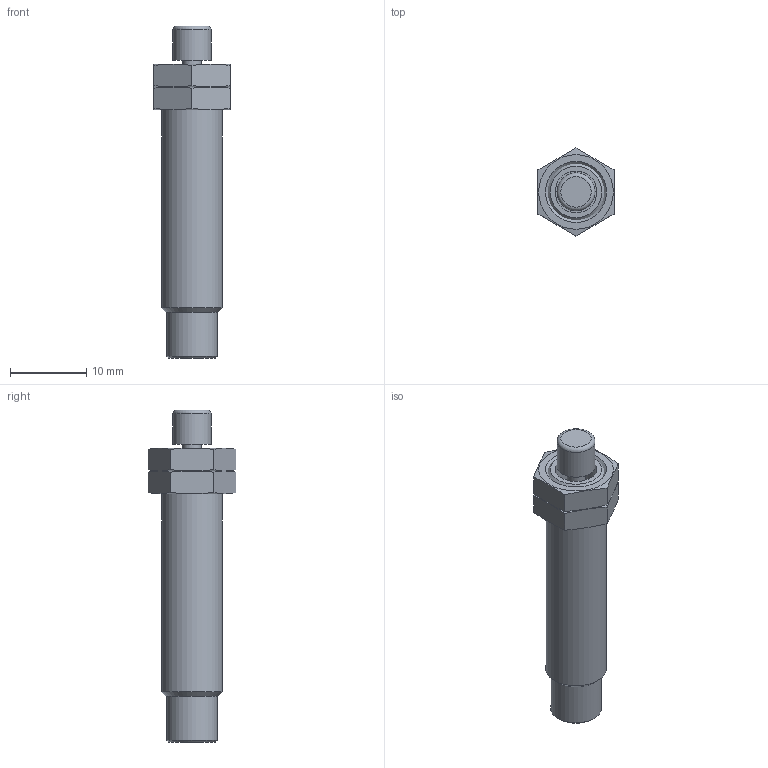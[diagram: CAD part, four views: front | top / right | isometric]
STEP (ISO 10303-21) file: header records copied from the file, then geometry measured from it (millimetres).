
FILE_DESCRIPTION(/* description */ ('STEP AP214'),/* implementation_level */ '2;1');
FILE_NAME(/* name */ '8179967_DYSS-5-5-Y1F-F1A',/* time_stamp */ '2024-08-23T16:25:05+02:00',/* author */ ('License CC BY-ND 4.0'),/* organization */ ('CADENAS'),/* preprocessor_version */ 'ST-DEVELOPER v19.3',/* originating_system */ 'PARTsolutions',/* authorisation */ ' ');
FILE_SCHEMA (('AUTOMOTIVE_DESIGN {1 0 10303 214 3 1 1}'));
Length unit declared in the file: millimetre
Products named in the file (3): 8179967 DYSS-5-5-Y1F-F1A---(1_0_3_0); 8119978 DYSS-5-5-Y1F-F1A---(1_0_3); 367241 Flachmutter M8X1-3-10
Assembly tree (3 placements, depth 2):
  8179967 DYSS-5-5-Y1F-F1A---(1_0_3_0)
    8119978 DYSS-5-5-Y1F-F1A---(1_0_3)
    367241 Flachmutter M8X1-3-10  x2
Bounding box: 10 x 11.55 x 43.6 mm (x, y, z)
Volume: 2086.8 mm3; surface area: 1790.4 mm2
Topology: 3 solids, 3 shells, 48 faces, 103 edges, 66 vertices
Faces by surface type: plane 29, cone 11, cylinder 7, torus 1
Full cylindrical faces by diameter (mm): 2.5 x1, 5 x1, 5.5 x1, 6.7 x1, 6.917 x2, 8 x1
Entity records: 934 total; most frequent: CARTESIAN_POINT 179, DIRECTION 142, ORIENTED_EDGE 112, AXIS2_PLACEMENT_3D 59, EDGE_CURVE 56, EDGE_LOOP 56, FACE_BOUND 56, VERTEX_POINT 44
